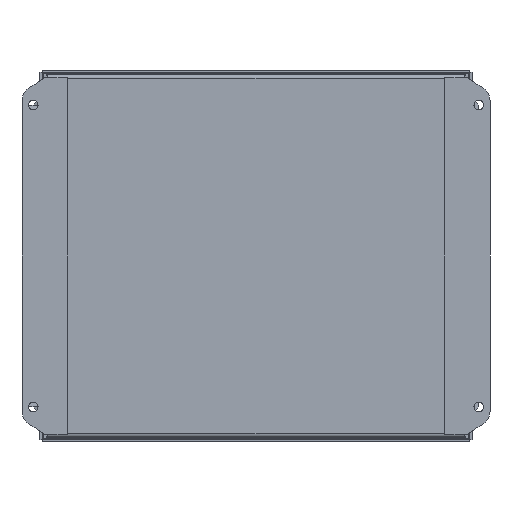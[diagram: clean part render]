
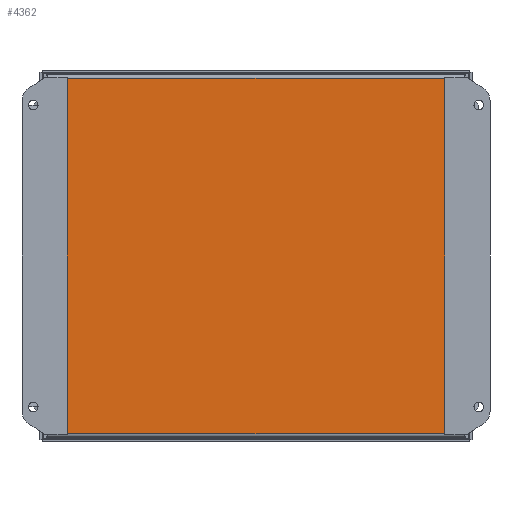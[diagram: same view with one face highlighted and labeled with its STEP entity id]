
A CAD part, left-side view. The second image highlights one B-rep face of the part: STEP entity #4362.
In plain terms, the highlighted face is planar.
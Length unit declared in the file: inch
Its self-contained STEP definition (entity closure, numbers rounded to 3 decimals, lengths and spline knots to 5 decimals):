
#361 = EDGE_CURVE ( 'NONE', #29482, #14647, #4121, .T. ) ;
#1138 = LINE ( 'NONE', #23610, #24980 ) ;
#2058 = EDGE_CURVE ( 'NONE', #14734, #29482, #19798, .T. ) ;
#2605 = CARTESIAN_POINT ( 'NONE',  ( -5.892, 0., -6.892 ) ) ;
#2904 = ORIENTED_EDGE ( 'NONE', *, *, #4567, .F. ) ;
#2961 = DIRECTION ( 'NONE',  ( 0., -1., 0. ) ) ;
#3381 = DIRECTION ( 'NONE',  ( -1., 0., 0. ) ) ;
#3559 = FACE_OUTER_BOUND ( 'NONE', #7602, .T. ) ;
#4121 = LINE ( 'NONE', #27673, #29966 ) ;
#4362 = ADVANCED_FACE ( 'NONE', ( #3559 ), #9779, .F. ) ;
#4567 = EDGE_CURVE ( 'NONE', #14647, #19725, #1138, .T. ) ;
#7602 = EDGE_LOOP ( 'NONE', ( #16771, #10382, #2904, #23564 ) ) ;
#9383 = CARTESIAN_POINT ( 'NONE',  ( 5.892, 0., 6.892 ) ) ;
#9779 = PLANE ( 'NONE',  #11964 ) ;
#10382 = ORIENTED_EDGE ( 'NONE', *, *, #32755, .F. ) ;
#10889 = DIRECTION ( 'NONE',  ( 0., 0., -1. ) ) ;
#11900 = CARTESIAN_POINT ( 'NONE',  ( -6., 0., -7. ) ) ;
#11964 = AXIS2_PLACEMENT_3D ( 'NONE', #11900, #2961, #10889 ) ;
#12901 = CARTESIAN_POINT ( 'NONE',  ( 5.892, 0., -6.892 ) ) ;
#13851 = VECTOR ( 'NONE', #17916, 39.37008 ) ;
#14647 = VERTEX_POINT ( 'NONE', #9383 ) ;
#14734 = VERTEX_POINT ( 'NONE', #22766 ) ;
#16771 = ORIENTED_EDGE ( 'NONE', *, *, #2058, .F. ) ;
#17916 = DIRECTION ( 'NONE',  ( 1., 0., 0. ) ) ;
#18458 = CARTESIAN_POINT ( 'NONE',  ( 5.892, 0., -6.892 ) ) ;
#19725 = VERTEX_POINT ( 'NONE', #24869 ) ;
#19798 = LINE ( 'NONE', #12901, #13851 ) ;
#22766 = CARTESIAN_POINT ( 'NONE',  ( -5.892, 0., -6.892 ) ) ;
#23564 = ORIENTED_EDGE ( 'NONE', *, *, #361, .F. ) ;
#23610 = CARTESIAN_POINT ( 'NONE',  ( -5.892, 0., 6.892 ) ) ;
#24539 = VECTOR ( 'NONE', #32679, 39.37008 ) ;
#24869 = CARTESIAN_POINT ( 'NONE',  ( -5.892, 0., 6.892 ) ) ;
#24980 = VECTOR ( 'NONE', #3381, 39.37008 ) ;
#27673 = CARTESIAN_POINT ( 'NONE',  ( 5.892, 0., 6.892 ) ) ;
#29482 = VERTEX_POINT ( 'NONE', #18458 ) ;
#29966 = VECTOR ( 'NONE', #32682, 39.37008 ) ;
#31273 = LINE ( 'NONE', #2605, #24539 ) ;
#32679 = DIRECTION ( 'NONE',  ( 0., 0., -1. ) ) ;
#32682 = DIRECTION ( 'NONE',  ( 0., 0., 1. ) ) ;
#32755 = EDGE_CURVE ( 'NONE', #19725, #14734, #31273, .T. ) ;
